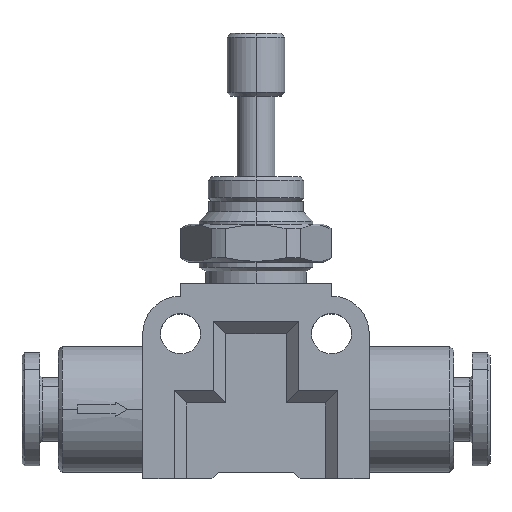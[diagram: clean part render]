
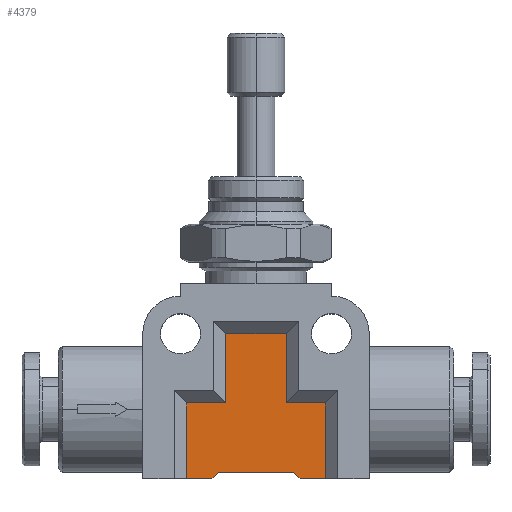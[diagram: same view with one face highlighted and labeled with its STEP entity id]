
A CAD part, top view. The second image highlights one B-rep face of the part: STEP entity #4379.
In plain terms, the highlighted planar face has unit normal (0, 0, 1).
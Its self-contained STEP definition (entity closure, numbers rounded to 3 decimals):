
#2304 = CARTESIAN_POINT ( 'NONE',  ( 2.4, 11.5, 5. ) ) ;
#2313 = CARTESIAN_POINT ( 'NONE',  ( 2.4, 11.5, 5. ) ) ;
#2314 = DIRECTION ( 'NONE',  ( 0., 1., 0. ) ) ;
#2315 = VECTOR ( 'NONE', #2314, 1000. ) ;
#2316 = LINE ( 'NONE', #2304, #2315 ) ;
#2342 = DIRECTION ( 'NONE',  ( 0., 1., 0. ) ) ;
#2343 = VECTOR ( 'NONE', #2342, 1000. ) ;
#2344 = CARTESIAN_POINT ( 'NONE',  ( 5.5, 6., 5. ) ) ;
#2345 = LINE ( 'NONE', #2344, #2343 ) ;
#2346 = CARTESIAN_POINT ( 'NONE',  ( -2.4, 11.5, 5. ) ) ;
#2347 = CARTESIAN_POINT ( 'NONE',  ( 2.4, 6., 5. ) ) ;
#2348 = DIRECTION ( 'NONE',  ( -1., 0., 0. ) ) ;
#2349 = VECTOR ( 'NONE', #2348, 1000. ) ;
#2350 = CARTESIAN_POINT ( 'NONE',  ( 3.5, 0., 5. ) ) ;
#2351 = LINE ( 'NONE', #2350, #2349 ) ;
#2352 = CARTESIAN_POINT ( 'NONE',  ( 5.5, 6., 5. ) ) ;
#2353 = CARTESIAN_POINT ( 'NONE',  ( -5.5, 0., 5. ) ) ;
#2354 = DIRECTION ( 'NONE',  ( 0., -1., 0. ) ) ;
#2355 = VECTOR ( 'NONE', #2354, 1000. ) ;
#2356 = CARTESIAN_POINT ( 'NONE',  ( -5.5, 0., 5. ) ) ;
#2357 = LINE ( 'NONE', #2356, #2355 ) ;
#2358 = DIRECTION ( 'NONE',  ( -1., 0., 0. ) ) ;
#2359 = VECTOR ( 'NONE', #2358, 1000. ) ;
#2360 = CARTESIAN_POINT ( 'NONE',  ( 2.4, 6., 5. ) ) ;
#2361 = LINE ( 'NONE', #2360, #2359 ) ;
#2362 = DIRECTION ( 'NONE',  ( -1., 0., 0. ) ) ;
#2363 = VECTOR ( 'NONE', #2362, 1000. ) ;
#2364 = CARTESIAN_POINT ( 'NONE',  ( -2.4, 11.5, 5. ) ) ;
#2365 = LINE ( 'NONE', #2364, #2363 ) ;
#2369 = DIRECTION ( 'NONE',  ( -1., 0., 0. ) ) ;
#2370 = DIRECTION ( 'NONE',  ( 0., 0., -1. ) ) ;
#2371 = CARTESIAN_POINT ( 'NONE',  ( 5.5, 0., 5. ) ) ;
#2373 = AXIS2_PLACEMENT_3D ( 'NONE', #2371, #2370, #2369 ) ;
#2374 = PLANE ( 'NONE',  #2373 ) ;
#2375 = FACE_OUTER_BOUND ( 'NONE', #4392, .T. ) ;
#2376 = DIRECTION ( 'NONE',  ( -0.707, 0.707, 0. ) ) ;
#2377 = VECTOR ( 'NONE', #2376, 1000. ) ;
#2378 = CARTESIAN_POINT ( 'NONE',  ( 3., 0.5, 5. ) ) ;
#2379 = LINE ( 'NONE', #2378, #2377 ) ;
#2424 = LINE ( 'NONE', #2484, #2483 ) ;
#2425 = CARTESIAN_POINT ( 'NONE',  ( -2.4, 6., 5. ) ) ;
#2426 = DIRECTION ( 'NONE',  ( 1., 0., 0. ) ) ;
#2427 = VECTOR ( 'NONE', #2426, 1000. ) ;
#2428 = CARTESIAN_POINT ( 'NONE',  ( -5.5, 0., 5. ) ) ;
#2429 = LINE ( 'NONE', #2428, #2427 ) ;
#2430 = DIRECTION ( 'NONE',  ( -1., 0., 0. ) ) ;
#2431 = VECTOR ( 'NONE', #2430, 1000. ) ;
#2432 = CARTESIAN_POINT ( 'NONE',  ( -5.5, 6., 5. ) ) ;
#2433 = LINE ( 'NONE', #2432, #2431 ) ;
#2434 = CARTESIAN_POINT ( 'NONE',  ( -5.5, 6., 5. ) ) ;
#2448 = CARTESIAN_POINT ( 'NONE',  ( 5.5, 0., 5. ) ) ;
#2450 = CARTESIAN_POINT ( 'NONE',  ( 3.5, 0., 5. ) ) ;
#2482 = DIRECTION ( 'NONE',  ( 0., -1., 0. ) ) ;
#2483 = VECTOR ( 'NONE', #2482, 1000. ) ;
#2484 = CARTESIAN_POINT ( 'NONE',  ( -2.4, 6., 5. ) ) ;
#2652 = CARTESIAN_POINT ( 'NONE',  ( 3., 0.5, 5. ) ) ;
#2660 = CARTESIAN_POINT ( 'NONE',  ( -3., 0.5, 5. ) ) ;
#2703 = CARTESIAN_POINT ( 'NONE',  ( -3.5, 0., 5. ) ) ;
#2704 = LINE ( 'NONE', #2703, #2764 ) ;
#2712 = DIRECTION ( 'NONE',  ( -1., 0., 0. ) ) ;
#2713 = VECTOR ( 'NONE', #2712, 1000. ) ;
#2714 = CARTESIAN_POINT ( 'NONE',  ( -3., 0.5, 5. ) ) ;
#2715 = LINE ( 'NONE', #2714, #2713 ) ;
#2721 = CARTESIAN_POINT ( 'NONE',  ( -3.5, 0., 5. ) ) ;
#2763 = DIRECTION ( 'NONE',  ( -0.707, -0.707, 0. ) ) ;
#2764 = VECTOR ( 'NONE', #2763, 1000. ) ;
#4347 = ORIENTED_EDGE ( 'NONE', *, *, #4348, .T. ) ;
#4348 = EDGE_CURVE ( 'NONE', #4362, #4349, #2316, .T. ) ;
#4349 = VERTEX_POINT ( 'NONE', #2313 ) ;
#4350 = ORIENTED_EDGE ( 'NONE', *, *, #4599, .F. ) ;
#4351 = ORIENTED_EDGE ( 'NONE', *, *, #4352, .T. ) ;
#4352 = EDGE_CURVE ( 'NONE', #4349, #4363, #2365, .T. ) ;
#4353 = ORIENTED_EDGE ( 'NONE', *, *, #4360, .F. ) ;
#4354 = ORIENTED_EDGE ( 'NONE', *, *, #4355, .T. ) ;
#4355 = EDGE_CURVE ( 'NONE', #4359, #4362, #2361, .T. ) ;
#4356 = ORIENTED_EDGE ( 'NONE', *, *, #4378, .F. ) ;
#4357 = EDGE_CURVE ( 'NONE', #4402, #4358, #2357, .T. ) ;
#4358 = VERTEX_POINT ( 'NONE', #2353 ) ;
#4359 = VERTEX_POINT ( 'NONE', #2352 ) ;
#4360 = EDGE_CURVE ( 'NONE', #4393, #4396, #2351, .T. ) ;
#4361 = ORIENTED_EDGE ( 'NONE', *, *, #4573, .F. ) ;
#4362 = VERTEX_POINT ( 'NONE', #2347 ) ;
#4363 = VERTEX_POINT ( 'NONE', #2346 ) ;
#4364 = EDGE_CURVE ( 'NONE', #4393, #4359, #2345, .T. ) ;
#4365 = ORIENTED_EDGE ( 'NONE', *, *, #4409, .T. ) ;
#4378 = EDGE_CURVE ( 'NONE', #4396, #4544, #2379, .T. ) ;
#4379 = ADVANCED_FACE ( 'NONE', ( #2375 ), #2374, .F. ) ;
#4392 = EDGE_LOOP ( 'NONE', ( #4350, #4361, #4356, #4353, #4394, #4354, #4347, #4351, #4365, #4407, #4404, #4408 ) ) ;
#4393 = VERTEX_POINT ( 'NONE', #2448 ) ;
#4394 = ORIENTED_EDGE ( 'NONE', *, *, #4364, .T. ) ;
#4396 = VERTEX_POINT ( 'NONE', #2450 ) ;
#4402 = VERTEX_POINT ( 'NONE', #2434 ) ;
#4403 = EDGE_CURVE ( 'NONE', #4406, #4402, #2433, .T. ) ;
#4404 = ORIENTED_EDGE ( 'NONE', *, *, #4357, .T. ) ;
#4405 = EDGE_CURVE ( 'NONE', #4358, #4566, #2429, .T. ) ;
#4406 = VERTEX_POINT ( 'NONE', #2425 ) ;
#4407 = ORIENTED_EDGE ( 'NONE', *, *, #4403, .T. ) ;
#4408 = ORIENTED_EDGE ( 'NONE', *, *, #4405, .T. ) ;
#4409 = EDGE_CURVE ( 'NONE', #4363, #4406, #2424, .T. ) ;
#4538 = VERTEX_POINT ( 'NONE', #2660 ) ;
#4544 = VERTEX_POINT ( 'NONE', #2652 ) ;
#4566 = VERTEX_POINT ( 'NONE', #2721 ) ;
#4573 = EDGE_CURVE ( 'NONE', #4544, #4538, #2715, .T. ) ;
#4599 = EDGE_CURVE ( 'NONE', #4538, #4566, #2704, .T. ) ;
